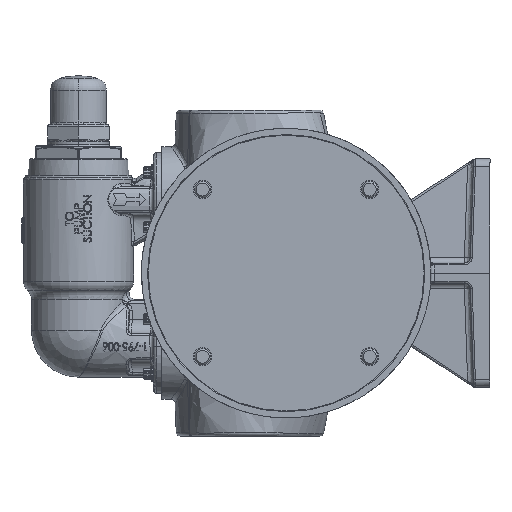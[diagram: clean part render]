
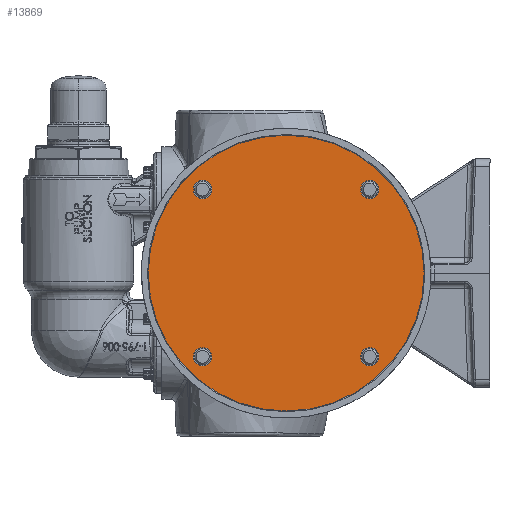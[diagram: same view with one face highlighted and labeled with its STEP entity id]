
A CAD part, left-side view. The second image highlights one B-rep face of the part: STEP entity #13869.
In plain terms, the highlighted planar face has unit normal (-1, 0, 0).
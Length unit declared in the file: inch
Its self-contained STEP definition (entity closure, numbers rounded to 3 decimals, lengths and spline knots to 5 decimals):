
#4012 = EDGE_LOOP ( 'NONE', ( #139831, #46884 ) ) ;
#4814 = CIRCLE ( 'NONE', #127954, 4.2305 ) ;
#5800 = DIRECTION ( 'NONE',  ( 0., 0., 1. ) ) ;
#9050 = ORIENTED_EDGE ( 'NONE', *, *, #157376, .T. ) ;
#11194 = ORIENTED_EDGE ( 'NONE', *, *, #113030, .F. ) ;
#13869 = ADVANCED_FACE ( 'NONE', ( #76178, #39844, #158527, #35049, #194736 ), #90659, .T. ) ;
#15016 = VERTEX_POINT ( 'NONE', #67103 ) ;
#18215 = DIRECTION ( 'NONE',  ( -1., 0., 0. ) ) ;
#18259 = VERTEX_POINT ( 'NONE', #151937 ) ;
#18599 = DIRECTION ( 'NONE',  ( -1., 0., 0. ) ) ;
#20198 = ORIENTED_EDGE ( 'NONE', *, *, #86010, .F. ) ;
#20687 = CIRCLE ( 'NONE', #140842, 0.28125 ) ;
#21125 = VERTEX_POINT ( 'NONE', #168101 ) ;
#25776 = CARTESIAN_POINT ( 'NONE',  ( -18.5, 0., -4.2305 ) ) ;
#27027 = EDGE_CURVE ( 'NONE', #15016, #187329, #130598, .T. ) ;
#35049 = FACE_BOUND ( 'NONE', #80201, .T. ) ;
#37581 = CIRCLE ( 'NONE', #170737, 0.28125 ) ;
#39281 = DIRECTION ( 'NONE',  ( -1., 0., 0. ) ) ;
#39844 = FACE_BOUND ( 'NONE', #197100, .T. ) ;
#46548 = VERTEX_POINT ( 'NONE', #81137 ) ;
#46884 = ORIENTED_EDGE ( 'NONE', *, *, #27027, .F. ) ;
#47723 = DIRECTION ( 'NONE',  ( -1., 0., 0. ) ) ;
#55597 = DIRECTION ( 'NONE',  ( -1., 0., 0. ) ) ;
#55612 = VERTEX_POINT ( 'NONE', #117948 ) ;
#57629 = AXIS2_PLACEMENT_3D ( 'NONE', #148350, #55597, #163877 ) ;
#58894 = CIRCLE ( 'NONE', #200613, 0.28125 ) ;
#63757 = VERTEX_POINT ( 'NONE', #122566 ) ;
#64375 = CARTESIAN_POINT ( 'NONE',  ( -18.5, 0., 0. ) ) ;
#67090 = CARTESIAN_POINT ( 'NONE',  ( -18.5, -2.56326, 2.56326 ) ) ;
#67103 = CARTESIAN_POINT ( 'NONE',  ( -18.5, 2.56326, -2.84451 ) ) ;
#67612 = VERTEX_POINT ( 'NONE', #102384 ) ;
#67991 = DIRECTION ( 'NONE',  ( -1., 0., 0. ) ) ;
#71105 = EDGE_CURVE ( 'NONE', #18259, #46548, #37581, .T. ) ;
#72064 = EDGE_CURVE ( 'NONE', #63757, #67612, #58894, .T. ) ;
#72581 = CARTESIAN_POINT ( 'NONE',  ( -18.5, 2.56326, -2.28201 ) ) ;
#72653 = ORIENTED_EDGE ( 'NONE', *, *, #72064, .F. ) ;
#76178 = FACE_BOUND ( 'NONE', #4012, .T. ) ;
#77423 = EDGE_CURVE ( 'NONE', #187329, #15016, #102117, .T. ) ;
#78325 = AXIS2_PLACEMENT_3D ( 'NONE', #160692, #67991, #176189 ) ;
#79564 = ORIENTED_EDGE ( 'NONE', *, *, #71105, .F. ) ;
#79930 = DIRECTION ( 'NONE',  ( 0., 0., 1. ) ) ;
#80201 = EDGE_LOOP ( 'NONE', ( #11194, #157787 ) ) ;
#80630 = DIRECTION ( 'NONE',  ( -1., 0., 0. ) ) ;
#81137 = CARTESIAN_POINT ( 'NONE',  ( -18.5, 2.56326, 2.28201 ) ) ;
#82644 = DIRECTION ( 'NONE',  ( 0., 0., 1. ) ) ;
#86010 = EDGE_CURVE ( 'NONE', #46548, #18259, #116717, .T. ) ;
#90659 = PLANE ( 'NONE',  #152233 ) ;
#91331 = DIRECTION ( 'NONE',  ( -1., 0., 0. ) ) ;
#97243 = EDGE_CURVE ( 'NONE', #184589, #199798, #104403, .T. ) ;
#98388 = DIRECTION ( 'NONE',  ( -1., 0., 0. ) ) ;
#102117 = CIRCLE ( 'NONE', #78325, 0.28125 ) ;
#102384 = CARTESIAN_POINT ( 'NONE',  ( -18.5, -2.56326, 2.84451 ) ) ;
#104403 = CIRCLE ( 'NONE', #158725, 4.2305 ) ;
#110901 = CARTESIAN_POINT ( 'NONE',  ( -18.5, -2.56326, 2.56326 ) ) ;
#111310 = CARTESIAN_POINT ( 'NONE',  ( -18.5, -2.56326, -2.56326 ) ) ;
#113030 = EDGE_CURVE ( 'NONE', #55612, #21125, #183914, .T. ) ;
#116717 = CIRCLE ( 'NONE', #57629, 0.28125 ) ;
#117948 = CARTESIAN_POINT ( 'NONE',  ( -18.5, -2.56326, -2.28201 ) ) ;
#120180 = EDGE_CURVE ( 'NONE', #21125, #55612, #20687, .T. ) ;
#122566 = CARTESIAN_POINT ( 'NONE',  ( -18.5, -2.56326, 2.28201 ) ) ;
#126465 = DIRECTION ( 'NONE',  ( 0., 0., 1. ) ) ;
#126852 = DIRECTION ( 'NONE',  ( 0., 0., 1. ) ) ;
#127954 = AXIS2_PLACEMENT_3D ( 'NONE', #64375, #172637, #79930 ) ;
#130598 = CIRCLE ( 'NONE', #136816, 0.28125 ) ;
#132023 = CARTESIAN_POINT ( 'NONE',  ( -18.5, 0., 0. ) ) ;
#136816 = AXIS2_PLACEMENT_3D ( 'NONE', #191081, #98388, #5800 ) ;
#137256 = EDGE_CURVE ( 'NONE', #67612, #63757, #146729, .T. ) ;
#139831 = ORIENTED_EDGE ( 'NONE', *, *, #77423, .F. ) ;
#140404 = CARTESIAN_POINT ( 'NONE',  ( -18.5, -2.56326, -2.56326 ) ) ;
#140842 = AXIS2_PLACEMENT_3D ( 'NONE', #111310, #18599, #126852 ) ;
#146729 = CIRCLE ( 'NONE', #174013, 0.28125 ) ;
#147549 = DIRECTION ( 'NONE',  ( 0., 0., 1. ) ) ;
#148321 = EDGE_LOOP ( 'NONE', ( #170693, #72653 ) ) ;
#148350 = CARTESIAN_POINT ( 'NONE',  ( -18.5, 2.56326, 2.56326 ) ) ;
#151937 = CARTESIAN_POINT ( 'NONE',  ( -18.5, 2.56326, 2.84451 ) ) ;
#152233 = AXIS2_PLACEMENT_3D ( 'NONE', #184037, #91331, #199571 ) ;
#155983 = DIRECTION ( 'NONE',  ( 0., 0., 1. ) ) ;
#157376 = EDGE_CURVE ( 'NONE', #199798, #184589, #4814, .T. ) ;
#157787 = ORIENTED_EDGE ( 'NONE', *, *, #120180, .F. ) ;
#158527 = FACE_BOUND ( 'NONE', #148321, .T. ) ;
#158725 = AXIS2_PLACEMENT_3D ( 'NONE', #132023, #39281, #147549 ) ;
#160692 = CARTESIAN_POINT ( 'NONE',  ( -18.5, 2.56326, -2.56326 ) ) ;
#163877 = DIRECTION ( 'NONE',  ( 0., 0., 1. ) ) ;
#168101 = CARTESIAN_POINT ( 'NONE',  ( -18.5, -2.56326, -2.84451 ) ) ;
#169103 = ORIENTED_EDGE ( 'NONE', *, *, #97243, .T. ) ;
#170693 = ORIENTED_EDGE ( 'NONE', *, *, #137256, .F. ) ;
#170737 = AXIS2_PLACEMENT_3D ( 'NONE', #173309, #80630, #188866 ) ;
#172637 = DIRECTION ( 'NONE',  ( -1., 0., 0. ) ) ;
#173309 = CARTESIAN_POINT ( 'NONE',  ( -18.5, 2.56326, 2.56326 ) ) ;
#174013 = AXIS2_PLACEMENT_3D ( 'NONE', #110901, #18215, #126465 ) ;
#175312 = DIRECTION ( 'NONE',  ( -1., 0., 0. ) ) ;
#176189 = DIRECTION ( 'NONE',  ( 0., 0., 1. ) ) ;
#179265 = EDGE_LOOP ( 'NONE', ( #169103, #9050 ) ) ;
#183914 = CIRCLE ( 'NONE', #190401, 0.28125 ) ;
#184037 = CARTESIAN_POINT ( 'NONE',  ( -18.5, 0., 0. ) ) ;
#184589 = VERTEX_POINT ( 'NONE', #189503 ) ;
#187329 = VERTEX_POINT ( 'NONE', #72581 ) ;
#188866 = DIRECTION ( 'NONE',  ( 0., 0., 1. ) ) ;
#189503 = CARTESIAN_POINT ( 'NONE',  ( -18.5, 0., 4.2305 ) ) ;
#190401 = AXIS2_PLACEMENT_3D ( 'NONE', #140404, #47723, #155983 ) ;
#191081 = CARTESIAN_POINT ( 'NONE',  ( -18.5, 2.56326, -2.56326 ) ) ;
#194736 = FACE_OUTER_BOUND ( 'NONE', #179265, .T. ) ;
#197100 = EDGE_LOOP ( 'NONE', ( #79564, #20198 ) ) ;
#199571 = DIRECTION ( 'NONE',  ( 0., 0., 1. ) ) ;
#199798 = VERTEX_POINT ( 'NONE', #25776 ) ;
#200613 = AXIS2_PLACEMENT_3D ( 'NONE', #67090, #175312, #82644 ) ;
